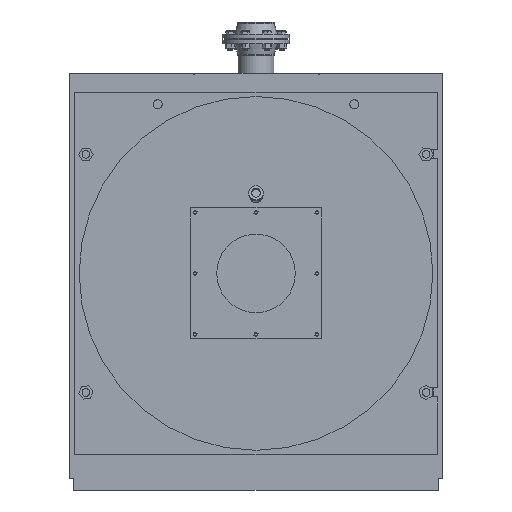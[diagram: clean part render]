
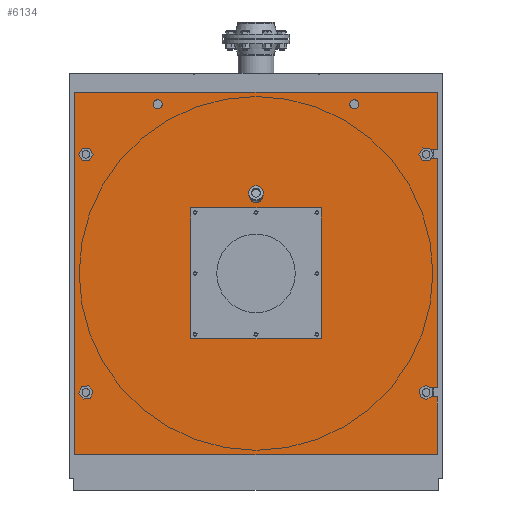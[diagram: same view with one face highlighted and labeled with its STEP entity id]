
A CAD part, front view. The second image highlights one B-rep face of the part: STEP entity #6134.
In plain terms, the highlighted face is planar.
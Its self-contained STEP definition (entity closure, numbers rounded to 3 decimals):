
#21=ELLIPSE('',#6927,29.505,28.5);
#22=ELLIPSE('',#6928,29.505,28.5);
#430=FACE_BOUND('',#1417,.T.);
#431=FACE_BOUND('',#1418,.T.);
#432=FACE_BOUND('',#1419,.T.);
#433=FACE_BOUND('',#1420,.T.);
#434=FACE_BOUND('',#1421,.T.);
#435=FACE_BOUND('',#1422,.T.);
#602=PLANE('',#6924);
#955=FACE_OUTER_BOUND('',#1416,.T.);
#1416=EDGE_LOOP('',(#5359,#5360,#5361,#5362,#5363,#5364,#5365,#5366,#5367,
#5368,#5369,#5370));
#1417=EDGE_LOOP('',(#5371,#5372,#5373));
#1418=EDGE_LOOP('',(#5374,#5375,#5376,#5377));
#1419=EDGE_LOOP('',(#5378));
#1420=EDGE_LOOP('',(#5379));
#1421=EDGE_LOOP('',(#5380));
#1422=EDGE_LOOP('',(#5381));
#1799=LINE('',#10362,#2318);
#1804=LINE('',#10373,#2323);
#1808=LINE('',#10380,#2327);
#1811=LINE('',#10386,#2330);
#1913=LINE('',#10615,#2432);
#1916=LINE('',#10620,#2435);
#1918=LINE('',#10624,#2437);
#1920=LINE('',#10627,#2439);
#1931=LINE('',#10673,#2450);
#1932=LINE('',#10677,#2451);
#1933=LINE('',#10678,#2452);
#1934=LINE('',#10680,#2453);
#1935=LINE('',#10682,#2454);
#1936=LINE('',#10685,#2455);
#1937=LINE('',#10691,#2456);
#2318=VECTOR('',#8208,10.);
#2323=VECTOR('',#8215,10.);
#2327=VECTOR('',#8221,10.);
#2330=VECTOR('',#8226,10.);
#2432=VECTOR('',#8386,10.);
#2435=VECTOR('',#8391,10.);
#2437=VECTOR('',#8395,10.);
#2439=VECTOR('',#8399,10.);
#2450=VECTOR('',#8450,10.);
#2451=VECTOR('',#8453,10.);
#2452=VECTOR('',#8454,10.);
#2453=VECTOR('',#8455,10.);
#2454=VECTOR('',#8456,10.);
#2455=VECTOR('',#8459,10.);
#2456=VECTOR('',#8464,10.);
#2761=CIRCLE('',#6925,20.);
#2762=CIRCLE('',#6926,20.);
#2763=CIRCLE('',#6929,20.);
#2764=CIRCLE('',#6930,20.);
#2765=CIRCLE('',#6931,20.);
#2766=CIRCLE('',#6932,20.);
#3118=VERTEX_POINT('',#10359);
#3119=VERTEX_POINT('',#10361);
#3123=VERTEX_POINT('',#10370);
#3124=VERTEX_POINT('',#10372);
#3126=VERTEX_POINT('',#10378);
#3128=VERTEX_POINT('',#10384);
#3225=VERTEX_POINT('',#10613);
#3226=VERTEX_POINT('',#10614);
#3227=VERTEX_POINT('',#10619);
#3228=VERTEX_POINT('',#10623);
#3243=VERTEX_POINT('',#10672);
#3244=VERTEX_POINT('',#10674);
#3245=VERTEX_POINT('',#10676);
#3246=VERTEX_POINT('',#10679);
#3247=VERTEX_POINT('',#10681);
#3248=VERTEX_POINT('',#10683);
#3249=VERTEX_POINT('',#10686);
#3250=VERTEX_POINT('',#10687);
#3251=VERTEX_POINT('',#10689);
#3252=VERTEX_POINT('',#10692);
#3253=VERTEX_POINT('',#10694);
#3254=VERTEX_POINT('',#10696);
#3255=VERTEX_POINT('',#10698);
#3834=EDGE_CURVE('',#3119,#3118,#1799,.T.);
#3839=EDGE_CURVE('',#3124,#3123,#1804,.T.);
#3843=EDGE_CURVE('',#3123,#3126,#1808,.T.);
#3846=EDGE_CURVE('',#3126,#3128,#1811,.T.);
#3956=EDGE_CURVE('',#3225,#3226,#1913,.T.);
#3959=EDGE_CURVE('',#3227,#3225,#1916,.T.);
#3961=EDGE_CURVE('',#3228,#3227,#1918,.T.);
#3963=EDGE_CURVE('',#3226,#3228,#1920,.T.);
#3984=EDGE_CURVE('',#3118,#3243,#1931,.T.);
#3985=EDGE_CURVE('',#3243,#3244,#2761,.T.);
#3986=EDGE_CURVE('',#3244,#3245,#1932,.T.);
#3987=EDGE_CURVE('',#3245,#3124,#1933,.T.);
#3988=EDGE_CURVE('',#3128,#3246,#1934,.T.);
#3989=EDGE_CURVE('',#3246,#3247,#1935,.T.);
#3990=EDGE_CURVE('',#3247,#3248,#2762,.T.);
#3991=EDGE_CURVE('',#3248,#3119,#1936,.T.);
#3992=EDGE_CURVE('',#3249,#3250,#21,.T.);
#3993=EDGE_CURVE('',#3250,#3251,#22,.T.);
#3994=EDGE_CURVE('',#3251,#3249,#1937,.T.);
#3995=EDGE_CURVE('',#3252,#3252,#2763,.T.);
#3996=EDGE_CURVE('',#3253,#3253,#2764,.T.);
#3997=EDGE_CURVE('',#3254,#3254,#2765,.T.);
#3998=EDGE_CURVE('',#3255,#3255,#2766,.T.);
#5359=ORIENTED_EDGE('',*,*,#3984,.T.);
#5360=ORIENTED_EDGE('',*,*,#3985,.T.);
#5361=ORIENTED_EDGE('',*,*,#3986,.T.);
#5362=ORIENTED_EDGE('',*,*,#3987,.T.);
#5363=ORIENTED_EDGE('',*,*,#3839,.T.);
#5364=ORIENTED_EDGE('',*,*,#3843,.T.);
#5365=ORIENTED_EDGE('',*,*,#3846,.T.);
#5366=ORIENTED_EDGE('',*,*,#3988,.T.);
#5367=ORIENTED_EDGE('',*,*,#3989,.T.);
#5368=ORIENTED_EDGE('',*,*,#3990,.T.);
#5369=ORIENTED_EDGE('',*,*,#3991,.T.);
#5370=ORIENTED_EDGE('',*,*,#3834,.T.);
#5371=ORIENTED_EDGE('',*,*,#3992,.T.);
#5372=ORIENTED_EDGE('',*,*,#3993,.T.);
#5373=ORIENTED_EDGE('',*,*,#3994,.T.);
#5374=ORIENTED_EDGE('',*,*,#3963,.T.);
#5375=ORIENTED_EDGE('',*,*,#3961,.T.);
#5376=ORIENTED_EDGE('',*,*,#3959,.T.);
#5377=ORIENTED_EDGE('',*,*,#3956,.T.);
#5378=ORIENTED_EDGE('',*,*,#3995,.T.);
#5379=ORIENTED_EDGE('',*,*,#3996,.T.);
#5380=ORIENTED_EDGE('',*,*,#3997,.T.);
#5381=ORIENTED_EDGE('',*,*,#3998,.T.);
#6134=ADVANCED_FACE('',(#955,#430,#431,#432,#433,#434,#435),#602,.T.);
#6924=AXIS2_PLACEMENT_3D('',#10671,#8448,#8449);
#6925=AXIS2_PLACEMENT_3D('',#10675,#8451,#8452);
#6926=AXIS2_PLACEMENT_3D('',#10684,#8457,#8458);
#6927=AXIS2_PLACEMENT_3D('',#10688,#8460,#8461);
#6928=AXIS2_PLACEMENT_3D('',#10690,#8462,#8463);
#6929=AXIS2_PLACEMENT_3D('',#10693,#8465,#8466);
#6930=AXIS2_PLACEMENT_3D('',#10695,#8467,#8468);
#6931=AXIS2_PLACEMENT_3D('',#10697,#8469,#8470);
#6932=AXIS2_PLACEMENT_3D('',#10699,#8471,#8472);
#8208=DIRECTION('',(0.,1.,0.));
#8215=DIRECTION('',(-1.,0.,0.));
#8221=DIRECTION('',(0.,-1.,0.));
#8226=DIRECTION('',(1.,0.,0.));
#8386=DIRECTION('',(1.,0.,0.));
#8391=DIRECTION('',(0.,1.,0.));
#8395=DIRECTION('',(-1.,0.,0.));
#8399=DIRECTION('',(0.,-1.,0.));
#8448=DIRECTION('center_axis',(0.,0.,1.));
#8449=DIRECTION('ref_axis',(1.,0.,0.));
#8450=DIRECTION('',(-1.,0.,0.));
#8451=DIRECTION('center_axis',(0.,0.,-1.));
#8452=DIRECTION('ref_axis',(0.,1.,0.));
#8453=DIRECTION('',(1.,0.,0.));
#8454=DIRECTION('',(0.,1.,0.));
#8455=DIRECTION('',(0.,1.,0.));
#8456=DIRECTION('',(-1.,0.,0.));
#8457=DIRECTION('center_axis',(0.,0.,-1.));
#8458=DIRECTION('ref_axis',(0.,1.,0.));
#8459=DIRECTION('',(1.,0.,0.));
#8460=DIRECTION('center_axis',(0.,0.,-1.));
#8461=DIRECTION('ref_axis',(0.,-1.,0.));
#8462=DIRECTION('center_axis',(0.,0.,-1.));
#8463=DIRECTION('ref_axis',(0.,-1.,0.));
#8464=DIRECTION('',(-1.,0.,0.));
#8465=DIRECTION('center_axis',(0.,0.,-1.));
#8466=DIRECTION('ref_axis',(1.,0.,0.));
#8467=DIRECTION('center_axis',(0.,0.,-1.));
#8468=DIRECTION('ref_axis',(1.,0.,0.));
#8469=DIRECTION('center_axis',(0.,0.,-1.));
#8470=DIRECTION('ref_axis',(1.,0.,0.));
#8471=DIRECTION('center_axis',(0.,0.,-1.));
#8472=DIRECTION('ref_axis',(1.,0.,0.));
#10359=CARTESIAN_POINT('',(-25.,1475.333,244.5));
#10361=CARTESIAN_POINT('',(-25.,454.667,244.5));
#10362=CARTESIAN_POINT('',(-25.,157.,244.5));
#10370=CARTESIAN_POINT('',(-1641.,1773.,244.5));
#10372=CARTESIAN_POINT('',(-25.,1773.,244.5));
#10373=CARTESIAN_POINT('',(-25.,1773.,244.5));
#10378=CARTESIAN_POINT('',(-1641.,157.,244.5));
#10380=CARTESIAN_POINT('',(-1641.,1773.,244.5));
#10384=CARTESIAN_POINT('',(-25.,157.,244.5));
#10386=CARTESIAN_POINT('',(-1641.,157.,244.5));
#10613=CARTESIAN_POINT('',(-1124.667,1256.667,244.5));
#10614=CARTESIAN_POINT('',(-541.333,1256.667,244.5));
#10615=CARTESIAN_POINT('',(-687.167,1256.667,244.5));
#10619=CARTESIAN_POINT('',(-1124.667,673.333,244.5));
#10620=CARTESIAN_POINT('',(-1124.667,1110.833,244.5));
#10623=CARTESIAN_POINT('',(-541.333,673.333,244.5));
#10624=CARTESIAN_POINT('',(-978.833,673.333,244.5));
#10627=CARTESIAN_POINT('',(-541.333,819.167,244.5));
#10671=CARTESIAN_POINT('Origin',(-833.,965.,244.5));
#10672=CARTESIAN_POINT('',(-75.,1475.333,244.5));
#10673=CARTESIAN_POINT('',(-429.,1475.333,244.5));
#10674=CARTESIAN_POINT('',(-75.,1515.333,244.5));
#10675=CARTESIAN_POINT('Origin',(-75.,1495.333,244.5));
#10676=CARTESIAN_POINT('',(-25.,1515.333,244.5));
#10677=CARTESIAN_POINT('',(-454.,1515.333,244.5));
#10678=CARTESIAN_POINT('',(-25.,157.,244.5));
#10679=CARTESIAN_POINT('',(-25.,414.667,244.5));
#10680=CARTESIAN_POINT('',(-25.,157.,244.5));
#10681=CARTESIAN_POINT('',(-75.,414.667,244.5));
#10682=CARTESIAN_POINT('',(-429.,414.667,244.5));
#10683=CARTESIAN_POINT('',(-75.,454.667,244.5));
#10684=CARTESIAN_POINT('Origin',(-75.,434.667,244.5));
#10685=CARTESIAN_POINT('',(-454.,454.667,244.5));
#10686=CARTESIAN_POINT('',(-857.852,1293.987,244.5));
#10687=CARTESIAN_POINT('',(-804.5,1308.43,244.5));
#10688=CARTESIAN_POINT('Origin',(-833.,1308.43,244.5));
#10689=CARTESIAN_POINT('',(-808.148,1293.987,244.5));
#10690=CARTESIAN_POINT('Origin',(-833.,1308.43,244.5));
#10691=CARTESIAN_POINT('',(-833.,1293.987,244.5));
#10692=CARTESIAN_POINT('',(-1290.778,1718.,244.5));
#10693=CARTESIAN_POINT('Origin',(-1270.778,1718.,244.5));
#10694=CARTESIAN_POINT('',(-1611.,1495.333,244.5));
#10695=CARTESIAN_POINT('Origin',(-1591.,1495.333,244.5));
#10696=CARTESIAN_POINT('',(-415.222,1718.,244.5));
#10697=CARTESIAN_POINT('Origin',(-395.222,1718.,244.5));
#10698=CARTESIAN_POINT('',(-1611.,434.667,244.5));
#10699=CARTESIAN_POINT('Origin',(-1591.,434.667,244.5));
